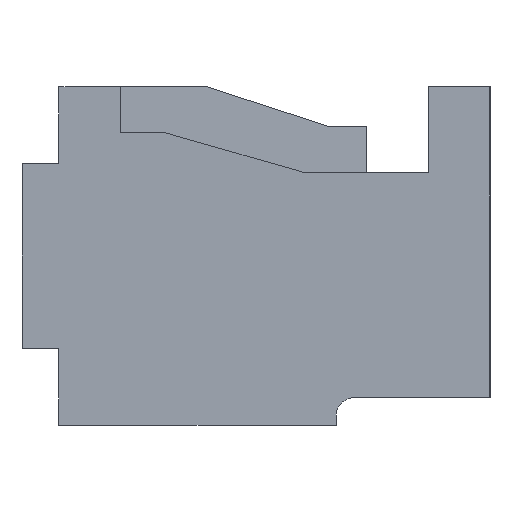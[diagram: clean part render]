
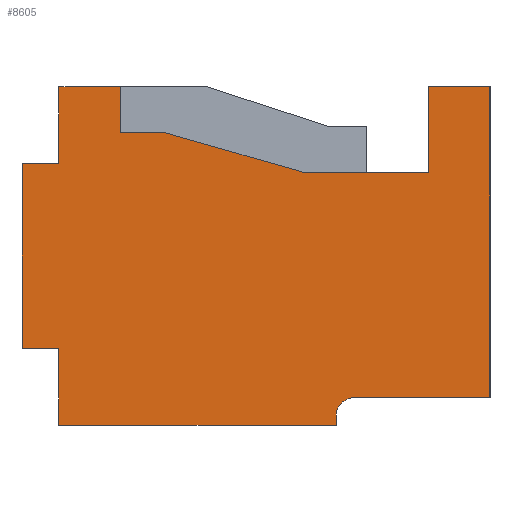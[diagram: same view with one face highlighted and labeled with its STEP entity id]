
A CAD part, left-side view. The second image highlights one B-rep face of the part: STEP entity #8605.
In plain terms, the highlighted planar face has unit normal (-1, 0, 0).
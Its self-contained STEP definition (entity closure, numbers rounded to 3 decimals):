
#13=DIRECTION('',(0.,-1.,0.));
#14=VECTOR('',#13,2.25);
#15=CARTESIAN_POINT('',(-10.2,1.6,-1.375));
#16=LINE('',#15,#14);
#17=DIRECTION('',(0.,0.,1.));
#18=VECTOR('',#17,0.075);
#19=CARTESIAN_POINT('',(-10.2,-0.65,-1.375));
#20=LINE('',#19,#18);
#21=DIRECTION('',(0.,0.,1.));
#22=VECTOR('',#21,0.625);
#23=CARTESIAN_POINT('',(-10.2,1.6,-1.375));
#24=LINE('',#23,#22);
#25=DIRECTION('',(0.,-1.,0.));
#26=VECTOR('',#25,0.3);
#27=CARTESIAN_POINT('',(-10.2,1.9,-0.75));
#28=LINE('',#27,#26);
#29=DIRECTION('',(0.,0.,1.));
#30=VECTOR('',#29,1.5);
#31=CARTESIAN_POINT('',(-10.2,1.9,-0.75));
#32=LINE('',#31,#30);
#33=DIRECTION('',(0.,-1.,0.));
#34=VECTOR('',#33,0.3);
#35=CARTESIAN_POINT('',(-10.2,1.9,0.75));
#36=LINE('',#35,#34);
#37=DIRECTION('',(0.,0.,-1.));
#38=VECTOR('',#37,0.625);
#39=CARTESIAN_POINT('',(-10.2,1.6,1.375));
#40=LINE('',#39,#38);
#41=DIRECTION('',(0.,0.,-1.));
#42=VECTOR('',#41,0.375);
#43=CARTESIAN_POINT('',(-10.2,1.1,1.375));
#44=LINE('',#43,#42);
#45=DIRECTION('',(0.,1.,0.));
#46=VECTOR('',#45,0.367);
#47=CARTESIAN_POINT('',(-10.2,0.733,1.));
#48=LINE('',#47,#46);
#49=DIRECTION('',(0.,0.961,0.276));
#50=VECTOR('',#49,1.179);
#51=CARTESIAN_POINT('',(-10.2,-0.4,0.675));
#52=LINE('',#51,#50);
#53=DIRECTION('',(0.,1.,0.));
#54=VECTOR('',#53,1.);
#55=CARTESIAN_POINT('',(-10.2,-1.4,0.675));
#56=LINE('',#55,#54);
#57=DIRECTION('',(0.,0.,-1.));
#58=VECTOR('',#57,0.7);
#59=CARTESIAN_POINT('',(-10.2,-1.4,1.375));
#60=LINE('',#59,#58);
#61=DIRECTION('',(0.,1.,0.));
#62=VECTOR('',#61,1.1);
#63=CARTESIAN_POINT('',(-10.2,-1.9,-1.15));
#64=LINE('',#63,#62);
#65=CARTESIAN_POINT('',(-10.2,-0.8,-1.3));
#66=DIRECTION('',(1.,0.,0.));
#67=DIRECTION('',(0.,1.,0.));
#68=AXIS2_PLACEMENT_3D('',#65,#66,#67);
#1405=DIRECTION('',(0.,0.,1.));
#1406=VECTOR('',#1405,2.525);
#1407=CARTESIAN_POINT('',(-10.2,-1.9,-1.15));
#1408=LINE('',#1407,#1406);
#1489=DIRECTION('',(0.,-1.,0.));
#1490=VECTOR('',#1489,0.5);
#1491=CARTESIAN_POINT('',(-10.2,1.6,1.375));
#1492=LINE('',#1491,#1490);
#1813=DIRECTION('',(0.,-1.,0.));
#1814=VECTOR('',#1813,0.5);
#1815=CARTESIAN_POINT('',(-10.2,-1.4,1.375));
#1816=LINE('',#1815,#1814);
#6427=CARTESIAN_POINT('',(-10.2,-1.9,1.375));
#6429=VERTEX_POINT('',#6427);
#6431=CARTESIAN_POINT('',(-10.2,1.6,-1.375));
#6433=VERTEX_POINT('',#6431);
#6435=CARTESIAN_POINT('',(-10.2,1.6,1.375));
#6437=VERTEX_POINT('',#6435);
#6439=CARTESIAN_POINT('',(-10.2,1.6,0.75));
#6440=VERTEX_POINT('',#6439);
#6441=CARTESIAN_POINT('',(-10.2,1.9,0.75));
#6442=VERTEX_POINT('',#6441);
#6443=CARTESIAN_POINT('',(-10.2,1.9,-0.75));
#6444=CARTESIAN_POINT('',(-10.2,1.6,-0.75));
#6445=VERTEX_POINT('',#6443);
#6446=VERTEX_POINT('',#6444);
#6525=CARTESIAN_POINT('',(-10.2,-1.4,1.375));
#6526=CARTESIAN_POINT('',(-10.2,-1.4,0.675));
#6527=VERTEX_POINT('',#6525);
#6528=VERTEX_POINT('',#6526);
#6529=CARTESIAN_POINT('',(-10.2,-0.4,0.675));
#6530=VERTEX_POINT('',#6529);
#6531=CARTESIAN_POINT('',(-10.2,0.733,1.));
#6532=VERTEX_POINT('',#6531);
#6533=CARTESIAN_POINT('',(-10.2,1.1,1.));
#6534=VERTEX_POINT('',#6533);
#6535=CARTESIAN_POINT('',(-10.2,1.1,1.375));
#6536=VERTEX_POINT('',#6535);
#8159=CARTESIAN_POINT('',(-10.2,-0.65,-1.375));
#8161=VERTEX_POINT('',#8159);
#8163=CARTESIAN_POINT('',(-10.2,-0.65,-1.3));
#8164=VERTEX_POINT('',#8163);
#8165=CARTESIAN_POINT('',(-10.2,-0.8,-1.15));
#8166=VERTEX_POINT('',#8165);
#8167=CARTESIAN_POINT('',(-10.2,-1.9,-1.15));
#8168=VERTEX_POINT('',#8167);
#8566=CARTESIAN_POINT('',(-10.2,1.9,-1.375));
#8567=DIRECTION('',(-1.,0.,0.));
#8568=DIRECTION('',(0.,-1.,0.));
#8569=AXIS2_PLACEMENT_3D('',#8566,#8567,#8568);
#8570=PLANE('',#8569);
#8571=ORIENTED_EDGE('',*,*,#8557,.F.);
#8572=ORIENTED_EDGE('',*,*,#8546,.F.);
#8574=ORIENTED_EDGE('',*,*,#8573,.T.);
#8576=ORIENTED_EDGE('',*,*,#8575,.F.);
#8578=ORIENTED_EDGE('',*,*,#8577,.T.);
#8580=ORIENTED_EDGE('',*,*,#8579,.T.);
#8582=ORIENTED_EDGE('',*,*,#8581,.F.);
#8584=ORIENTED_EDGE('',*,*,#8583,.T.);
#8586=ORIENTED_EDGE('',*,*,#8585,.T.);
#8588=ORIENTED_EDGE('',*,*,#8587,.F.);
#8590=ORIENTED_EDGE('',*,*,#8589,.F.);
#8592=ORIENTED_EDGE('',*,*,#8591,.F.);
#8594=ORIENTED_EDGE('',*,*,#8593,.F.);
#8596=ORIENTED_EDGE('',*,*,#8595,.T.);
#8598=ORIENTED_EDGE('',*,*,#8597,.F.);
#8600=ORIENTED_EDGE('',*,*,#8599,.T.);
#8602=ORIENTED_EDGE('',*,*,#8601,.F.);
#8603=EDGE_LOOP('',(#8571,#8572,#8574,#8576,#8578,#8580,#8582,#8584,#8586,#8588,
#8590,#8592,#8594,#8596,#8598,#8600,#8602));
#8604=FACE_OUTER_BOUND('',#8603,.F.);
#8605=ADVANCED_FACE('',(#8604),#8570,.T.);
#69=CIRCLE('',#68,0.15);
#8546=EDGE_CURVE('',#6433,#8161,#16,.T.);
#8557=EDGE_CURVE('',#8161,#8164,#20,.T.);
#8573=EDGE_CURVE('',#6433,#6446,#24,.T.);
#8575=EDGE_CURVE('',#6445,#6446,#28,.T.);
#8577=EDGE_CURVE('',#6445,#6442,#32,.T.);
#8579=EDGE_CURVE('',#6442,#6440,#36,.T.);
#8581=EDGE_CURVE('',#6437,#6440,#40,.T.);
#8583=EDGE_CURVE('',#6437,#6536,#1492,.T.);
#8585=EDGE_CURVE('',#6536,#6534,#44,.T.);
#8587=EDGE_CURVE('',#6532,#6534,#48,.T.);
#8589=EDGE_CURVE('',#6530,#6532,#52,.T.);
#8591=EDGE_CURVE('',#6528,#6530,#56,.T.);
#8593=EDGE_CURVE('',#6527,#6528,#60,.T.);
#8595=EDGE_CURVE('',#6527,#6429,#1816,.T.);
#8597=EDGE_CURVE('',#8168,#6429,#1408,.T.);
#8599=EDGE_CURVE('',#8168,#8166,#64,.T.);
#8601=EDGE_CURVE('',#8164,#8166,#69,.T.);
